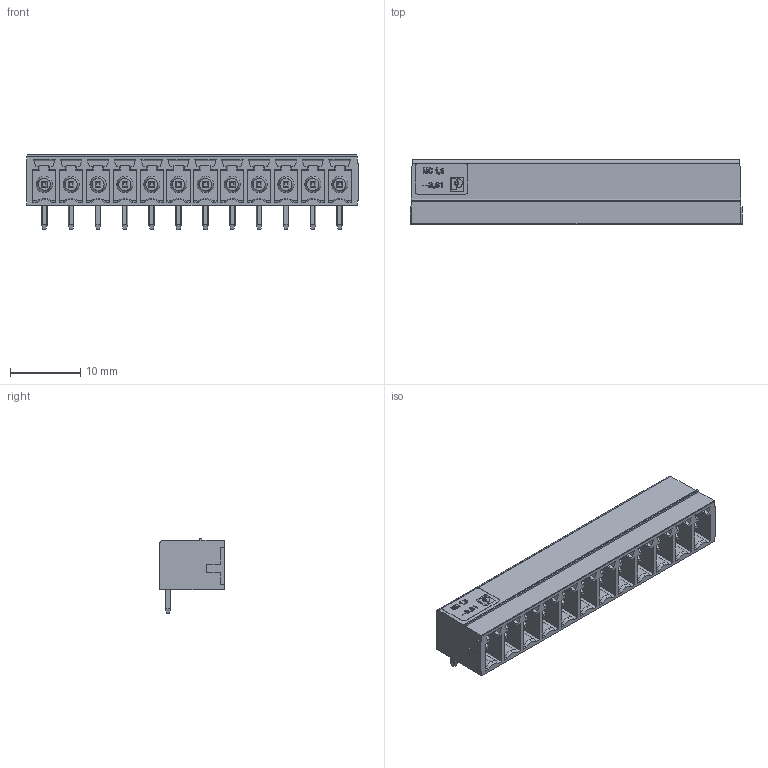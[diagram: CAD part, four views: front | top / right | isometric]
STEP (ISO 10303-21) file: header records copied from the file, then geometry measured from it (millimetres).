
FILE_DESCRIPTION(('STEP AP242'),'1');
FILE_NAME('1803374.stp','2024-05-10T19:44:38',('TraceParts'),('TraceParts S.A.'),'Spatial InterOp 3D',' ',' ');
FILE_SCHEMA(('AP242_MANAGED_MODEL_BASED_3D_ENGINEERING_MIM_LF {1 0 10303 442 1 1 4}'));
Length unit declared in the file: millimetre
Products named in the file (1): 1803374_1
Bounding box: 47.11 x 9.2 x 10.65 mm (x, y, z)
Volume: 1590.7 mm3; surface area: 4324.2 mm2
Topology: 13 solids, 13 shells, 1375 faces, 3829 edges, 2508 vertices
Faces by surface type: plane 1041, cylinder 195, torus 48, cone 48, sphere 24, bspline 19
Entity records: 68042 total; most frequent: CARTESIAN_POINT 11212, ORIENTED_EDGE 7610, DIRECTION 6796, EDGE_CURVE 3805, STYLED_ITEM 3502, PRESENTATION_STYLE_ASSIGNMENT 3502, COLOUR_RGB 3502, LINE 3028
